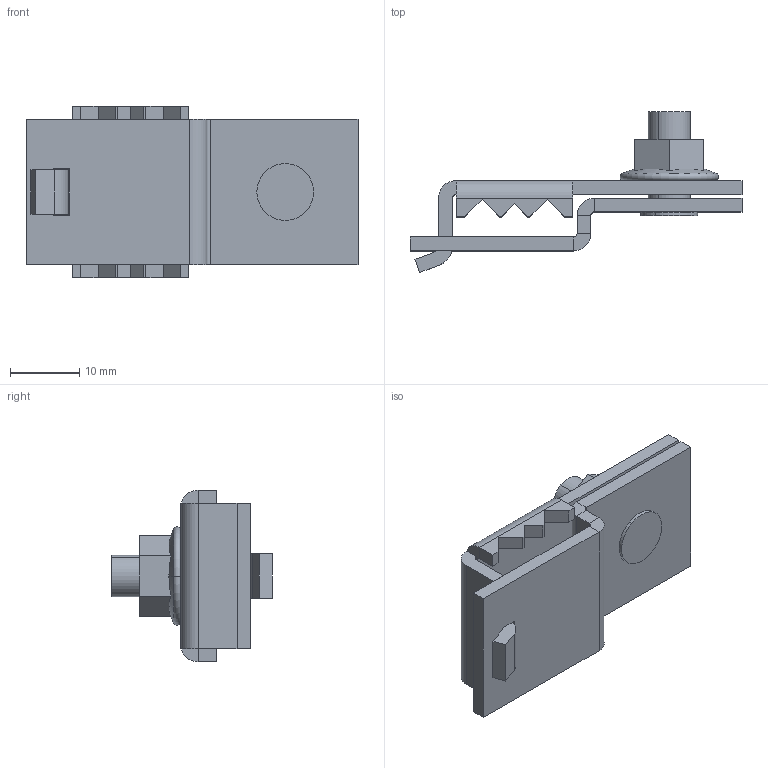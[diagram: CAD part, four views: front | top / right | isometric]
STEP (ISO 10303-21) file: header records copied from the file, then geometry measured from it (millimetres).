
FILE_DESCRIPTION (( 'STEP AP214' ), '1' );
FILE_NAME ('6016694.stp', '2016-08-23T11:38:56', ( '' ), ( '' ), 'SwSTEP 2.0', 'SolidWorks 2014', '' );
FILE_SCHEMA (( 'AUTOMOTIVE_DESIGN' ));
Length unit declared in the file: millimetre
Products named in the file (5): 009561_Hexagon Flange Nut DIN 6923 - M6 - C; 6016694; 050160_Standard; 050145_Standard; 050159_D=3,9
Assembly tree (4 placements, depth 2):
  6016694
    050160_Standard
    050145_Standard
    050159_D=3,9
    009561_Hexagon Flange Nut DIN 6923 - M6 - C
Bounding box: 47.9 x 23.21 x 24.8 mm (x, y, z)
Volume: 5272.4 mm3; surface area: 6090 mm2
Topology: 4 solids, 4 shells, 113 faces, 282 edges, 178 vertices
Faces by surface type: plane 87, cylinder 22, cone 2, torus 2
Entity records: 3540 total; most frequent: CARTESIAN_POINT 612, DIRECTION 568, ORIENTED_EDGE 564, EDGE_CURVE 282, LINE 220, VECTOR 220, VERTEX_POINT 178, AXIS2_PLACEMENT_3D 174
